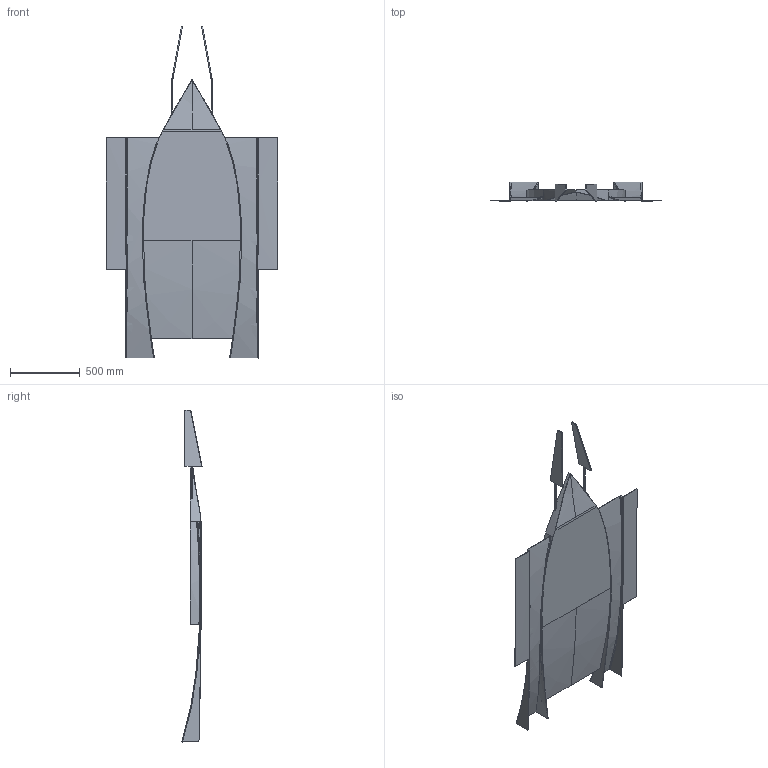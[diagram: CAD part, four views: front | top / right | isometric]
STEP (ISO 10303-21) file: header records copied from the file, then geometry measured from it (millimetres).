
FILE_DESCRIPTION (( 'STEP AP214' ), '1' );
FILE_NAME ('Undertray_V11_intersecting_with_VortexGens_step.STEP', '2024-12-03T19:00:09', ( '' ), ( '' ), 'SwSTEP 2.0', 'SolidWorks 2024', '' );
FILE_SCHEMA (( 'AUTOMOTIVE_DESIGN' ));
Length unit declared in the file: inch
Products named in the file (1): Undertray_V11_intersecting_with_VortexGens_step
Bounding box: 1231.9 x 145.66 x 2382.6 mm (x, y, z)
Volume: 48317239.6 mm3; surface area: 4297895.2 mm2
Topology: 1 solids, 1 shells, 127 faces, 331 edges, 208 vertices
Faces by surface type: bspline 74, plane 46, cylinder 7
Entity records: 11084 total; most frequent: CARTESIAN_POINT 8595, ORIENTED_EDGE 662, EDGE_CURVE 331, DIRECTION 279, VERTEX_POINT 208, B_SPLINE_CURVE_WITH_KNOTS 158, EDGE_LOOP 129, LINE 127
